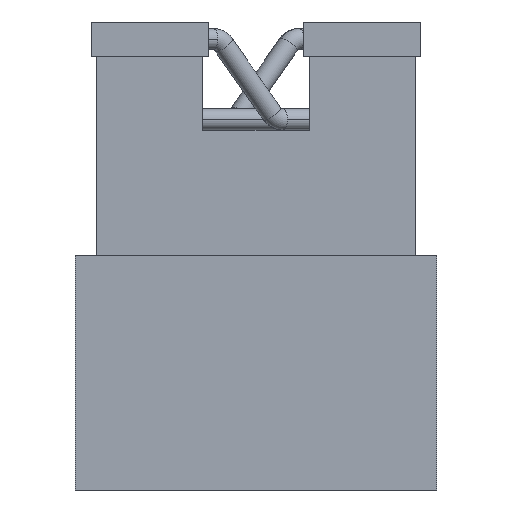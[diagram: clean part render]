
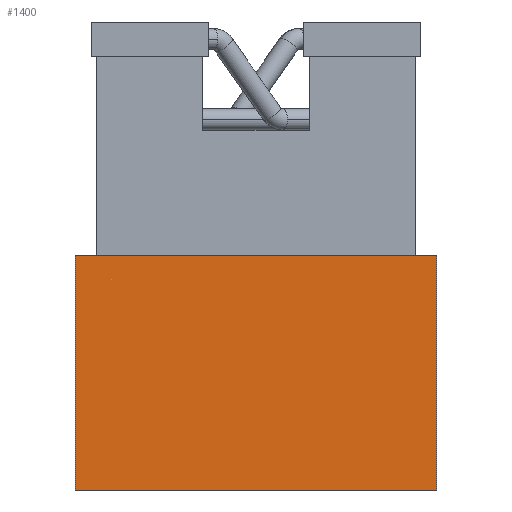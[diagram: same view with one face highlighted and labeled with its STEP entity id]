
A CAD part, left-side view. The second image highlights one B-rep face of the part: STEP entity #1400.
In plain terms, the highlighted planar face has unit normal (-1, 0, 0).
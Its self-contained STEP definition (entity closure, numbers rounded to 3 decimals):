
#209 = CARTESIAN_POINT ( 'NONE',  ( -0.8, 0.425, 0. ) ) ;
#653 = DIRECTION ( 'NONE',  ( -1., 0., 0. ) ) ;
#1276 = LINE ( 'NONE', #2587, #1416 ) ;
#1341 = CARTESIAN_POINT ( 'NONE',  ( -0.8, -0.425, 0. ) ) ;
#1400 = ADVANCED_FACE ( 'NONE', ( #8027 ), #1520, .T. ) ;
#1416 = VECTOR ( 'NONE', #11300, 1000. ) ;
#1469 = AXIS2_PLACEMENT_3D ( 'NONE', #11250, #653, #4969 ) ;
#1520 = PLANE ( 'NONE',  #1469 ) ;
#2146 = VECTOR ( 'NONE', #8575, 1000. ) ;
#2587 = CARTESIAN_POINT ( 'NONE',  ( -0.8, 0.425, 0. ) ) ;
#2640 = CARTESIAN_POINT ( 'NONE',  ( -0.8, -0.425, -0.55 ) ) ;
#2779 = LINE ( 'NONE', #2640, #4218 ) ;
#3160 = CARTESIAN_POINT ( 'NONE',  ( -0.8, 0.425, -0.55 ) ) ;
#4073 = LINE ( 'NONE', #8417, #2146 ) ;
#4218 = VECTOR ( 'NONE', #4708, 1000. ) ;
#4708 = DIRECTION ( 'NONE',  ( 0., 0., 1. ) ) ;
#4969 = DIRECTION ( 'NONE',  ( 0., 0., 1. ) ) ;
#6779 = EDGE_CURVE ( 'NONE', #13768, #13455, #1276, .T. ) ;
#7846 = VECTOR ( 'NONE', #9441, 1000. ) ;
#8027 = FACE_OUTER_BOUND ( 'NONE', #11508, .T. ) ;
#8417 = CARTESIAN_POINT ( 'NONE',  ( -0.8, 0.425, -0.55 ) ) ;
#8575 = DIRECTION ( 'NONE',  ( 0., 0., 1. ) ) ;
#9114 = ORIENTED_EDGE ( 'NONE', *, *, #6779, .F. ) ;
#9153 = ORIENTED_EDGE ( 'NONE', *, *, #10435, .F. ) ;
#9441 = DIRECTION ( 'NONE',  ( 0., -1., 0. ) ) ;
#9664 = LINE ( 'NONE', #3160, #7846 ) ;
#9904 = EDGE_CURVE ( 'NONE', #13120, #11168, #9664, .T. ) ;
#10183 = EDGE_CURVE ( 'NONE', #11168, #13455, #2779, .T. ) ;
#10435 = EDGE_CURVE ( 'NONE', #13120, #13768, #4073, .T. ) ;
#10445 = ORIENTED_EDGE ( 'NONE', *, *, #10183, .T. ) ;
#11168 = VERTEX_POINT ( 'NONE', #13109 ) ;
#11250 = CARTESIAN_POINT ( 'NONE',  ( -0.8, 0.425, -0.55 ) ) ;
#11300 = DIRECTION ( 'NONE',  ( 0., -1., 0. ) ) ;
#11508 = EDGE_LOOP ( 'NONE', ( #9114, #9153, #13657, #10445 ) ) ;
#12261 = CARTESIAN_POINT ( 'NONE',  ( -0.8, 0.425, -0.55 ) ) ;
#13109 = CARTESIAN_POINT ( 'NONE',  ( -0.8, -0.425, -0.55 ) ) ;
#13120 = VERTEX_POINT ( 'NONE', #12261 ) ;
#13455 = VERTEX_POINT ( 'NONE', #1341 ) ;
#13657 = ORIENTED_EDGE ( 'NONE', *, *, #9904, .T. ) ;
#13768 = VERTEX_POINT ( 'NONE', #209 ) ;
